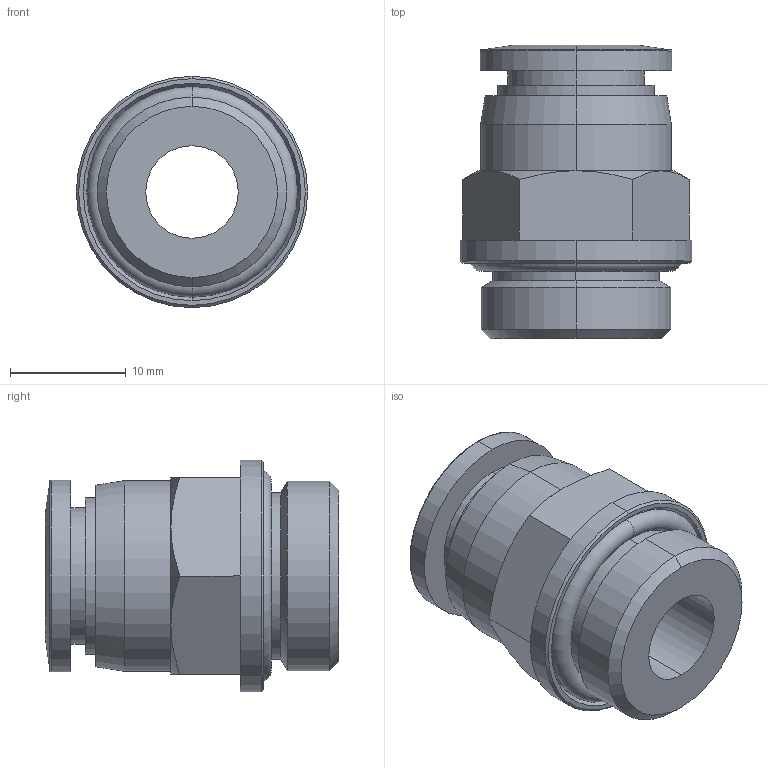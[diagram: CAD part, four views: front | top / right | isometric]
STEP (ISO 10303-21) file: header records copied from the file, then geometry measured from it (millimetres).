
FILE_DESCRIPTION (( 'STEP AP214' ), '1' );
FILE_NAME ('MS10M-38G.step', '2019-07-30T13:20:28', ( '' ), ( '' ), 'SwSTEP 2.0', 'SolidWorks 2018', '' );
FILE_SCHEMA (( 'AUTOMOTIVE_DESIGN' ));
Length unit declared in the file: inch
Products named in the file (1): MS10M-38G
Bounding box: 20 x 25.35 x 20 mm (x, y, z)
Volume: 3600.8 mm3; surface area: 3220.7 mm2
Topology: 2 solids, 2 shells, 61 faces, 128 edges, 78 vertices
Faces by surface type: cylinder 18, cone 18, plane 16, torus 8, bspline 1
Entity records: 1929 total; most frequent: CARTESIAN_POINT 537, DIRECTION 304, ORIENTED_EDGE 256, AXIS2_PLACEMENT_3D 131, EDGE_CURVE 128, VERTEX_POINT 78, EDGE_LOOP 72, CIRCLE 70
